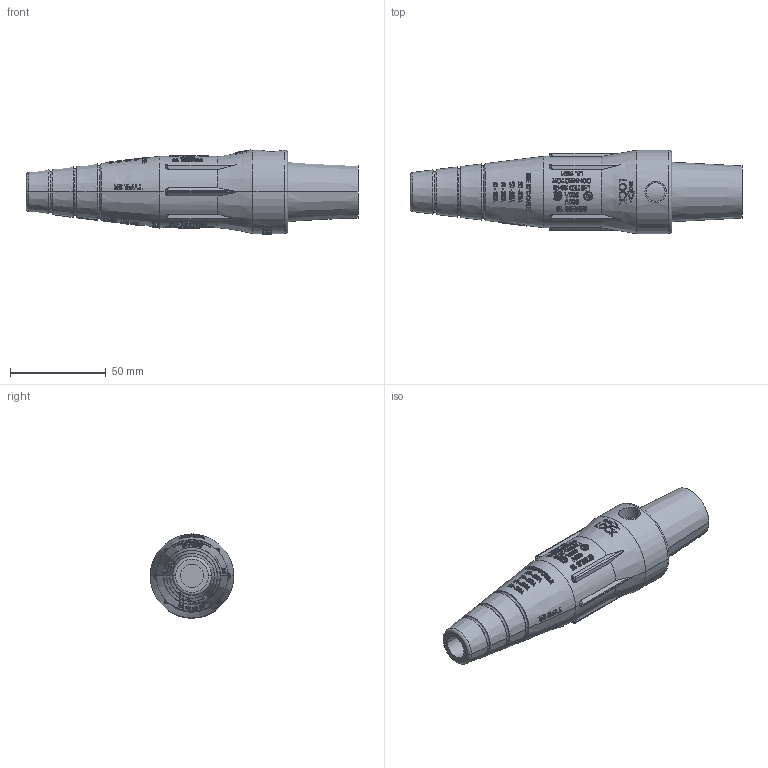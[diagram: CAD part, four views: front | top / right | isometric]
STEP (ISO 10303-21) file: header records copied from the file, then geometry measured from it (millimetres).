
FILE_DESCRIPTION (( 'STEP AP214' ), '1' );
FILE_NAME ('ORC6184-M01.STEP', '2025-03-14T20:17:03', ( '' ), ( '' ), 'SwSTEP 2.0', 'SolidWorks 2024', '' );
FILE_SCHEMA (( 'AUTOMOTIVE_DESIGN' ));
Length unit declared in the file: inch
Products named in the file (1): ORC6184-M01
Bounding box: 173.56 x 43.64 x 44.09 mm (x, y, z)
Volume: 131544.5 mm3; surface area: 26575 mm2
Topology: 1 solids, 1 shells, 2754 faces, 7307 edges, 4843 vertices
Faces by surface type: plane 1415, bspline 940, cylinder 213, cone 170, torus 16
Entity records: 131156 total; most frequent: CARTESIAN_POINT 70538, ORIENTED_EDGE 14578, DIRECTION 9307, EDGE_CURVE 7289, VERTEX_POINT 4843, AXIS2_PLACEMENT_3D 3110, VECTOR 3087, LINE 3087
